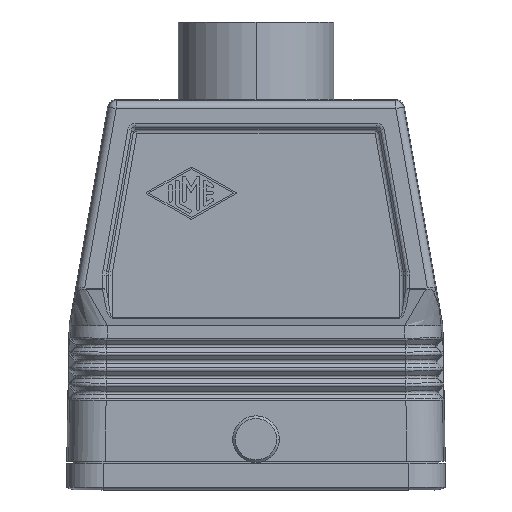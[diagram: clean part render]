
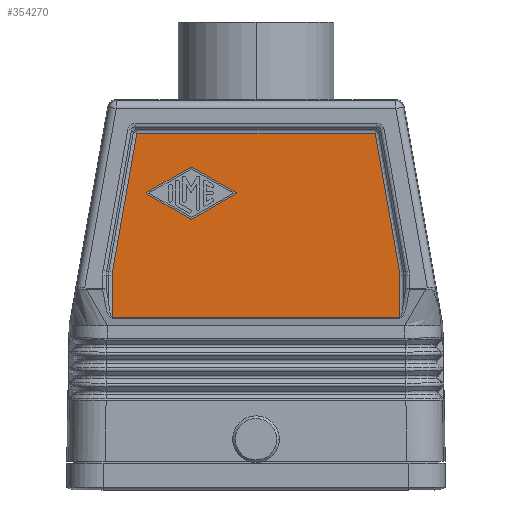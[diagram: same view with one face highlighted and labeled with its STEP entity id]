
A CAD part, left-side view. The second image highlights one B-rep face of the part: STEP entity #354270.
In plain terms, the highlighted planar face has unit normal (-1, 0, 0).
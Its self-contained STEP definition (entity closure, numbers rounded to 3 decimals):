
#32930=CARTESIAN_POINT('',(74.12,54.827,
50.993));
#32940=DIRECTION('',(1.,0.,0.));
#32950=DIRECTION('',(0.,1.,0.));
#32960=AXIS2_PLACEMENT_3D('',#32930,#32940,#32950);
#32970=PLANE('',#32960);
#32980=CARTESIAN_POINT('',(74.12,25.163,
48.623));
#32990=DIRECTION('',(0.,0.868,0.496));
#33000=VECTOR('',#32990,1.);
#33010=LINE('',#32980,#33000);
#33020=CARTESIAN_POINT('',(74.12,31.324,
52.145));
#33030=VERTEX_POINT('',#33020);
#33040=CARTESIAN_POINT('',(74.12,39.74,
56.956));
#33050=VERTEX_POINT('',#33040);
#33060=EDGE_CURVE('',#33030,#33050,#33010,.T.);
#33080=CARTESIAN_POINT('',(74.12,31.407,52.));
#33090=DIRECTION('',(-1.,0.,0.));
#33100=DIRECTION('',(0.,-1.,0.));
#33110=AXIS2_PLACEMENT_3D('',#33080,#33090,#33100);
#33120=CIRCLE('',#33110,0.167);
#33130=CARTESIAN_POINT('',(74.12,31.324,
51.855));
#33140=VERTEX_POINT('',#33130);
#33150=EDGE_CURVE('',#33140,#33030,#33120,.T.);
#33170=CARTESIAN_POINT('',(74.12,25.163,
55.377));
#33180=DIRECTION('',(0.,-0.868,0.496));
#33190=VECTOR('',#33180,1.);
#33200=LINE('',#33170,#33190);
#33210=CARTESIAN_POINT('',(74.12,39.74,
47.044));
#33220=VERTEX_POINT('',#33210);
#33230=EDGE_CURVE('',#33220,#33140,#33200,.T.);
#33250=CARTESIAN_POINT('',(74.12,39.906,47.334));
#33260=DIRECTION('',(-1.,0.,0.));
#33270=DIRECTION('',(0.,-1.,0.));
#33280=AXIS2_PLACEMENT_3D('',#33250,#33260,#33270);
#33290=CIRCLE('',#33280,0.333);
#33300=CARTESIAN_POINT('',(74.12,40.071,
47.044));
#33310=VERTEX_POINT('',#33300);
#33320=EDGE_CURVE('',#33310,#33220,#33290,.T.);
#33340=CARTESIAN_POINT('',(74.12,25.163,
38.523));
#33350=DIRECTION('',(0.,-0.868,-0.496));
#33360=VECTOR('',#33350,1.);
#33370=LINE('',#33340,#33360);
#33380=CARTESIAN_POINT('',(74.12,48.487,
51.855));
#33390=VERTEX_POINT('',#33380);
#33400=EDGE_CURVE('',#33390,#33310,#33370,.T.);
#33420=CARTESIAN_POINT('',(74.12,48.405,52.));
#33430=DIRECTION('',(-1.,0.,0.));
#33440=DIRECTION('',(0.,-1.,0.));
#33450=AXIS2_PLACEMENT_3D('',#33420,#33430,#33440);
#33460=CIRCLE('',#33450,0.167);
#33470=CARTESIAN_POINT('',(74.12,48.487,
52.145));
#33480=VERTEX_POINT('',#33470);
#33490=EDGE_CURVE('',#33480,#33390,#33460,.T.);
#33510=CARTESIAN_POINT('',(74.12,25.163,
65.477));
#33520=DIRECTION('',(0.,0.868,-0.496));
#33530=VECTOR('',#33520,1.);
#33540=LINE('',#33510,#33530);
#33550=CARTESIAN_POINT('',(74.12,40.071,
56.956));
#33560=VERTEX_POINT('',#33550);
#33570=EDGE_CURVE('',#33560,#33480,#33540,.T.);
#33590=CARTESIAN_POINT('',(74.12,39.906,56.666));
#33600=DIRECTION('',(-1.,0.,0.));
#33610=DIRECTION('',(0.,-1.,0.));
#33620=AXIS2_PLACEMENT_3D('',#33590,#33600,#33610);
#33630=CIRCLE('',#33620,0.333);
#33640=EDGE_CURVE('',#33050,#33560,#33630,.T.);
#34690=CARTESIAN_POINT('',(74.12,-0.345,
36.149));
#34700=VERTEX_POINT('',#34690);
#34750=CARTESIAN_POINT('',(74.12,-0.291,
36.762));
#34760=CARTESIAN_POINT('',(74.12,-0.295,
36.74));
#34770=CARTESIAN_POINT('',(74.12,-0.299,
36.717));
#34780=CARTESIAN_POINT('',(74.12,-0.304,
36.685));
#34790=CARTESIAN_POINT('',(74.12,-0.306,
36.675));
#34800=CARTESIAN_POINT('',(74.12,-0.317,
36.597));
#34810=CARTESIAN_POINT('',(74.12,-0.325,
36.527));
#34820=CARTESIAN_POINT('',(74.12,-0.332,
36.457));
#34830=CARTESIAN_POINT('',(74.12,-0.338,
36.384));
#34840=CARTESIAN_POINT('',(74.12,-0.342,
36.312));
#34850=CARTESIAN_POINT('',(74.12,-0.344,
36.232));
#34860=CARTESIAN_POINT('',(74.12,-0.344,
36.225));
#34870=CARTESIAN_POINT('',(74.12,-0.345,
36.195));
#34880=CARTESIAN_POINT('',(74.12,-0.345,
36.172));
#34890=CARTESIAN_POINT('',(74.12,-0.345,
36.149));
#34900=B_SPLINE_CURVE_WITH_KNOTS('',3,(#34750,#34760,#34770,#34780,
#34790,#34800,#34810,#34820,#34830,#34840,#34850,#34860,#34870,#34880,
#34890),.UNSPECIFIED.,.F.,.F.,(4,2,2,3,2,2,4),(0.,0.077,
0.107,0.339,0.579,0.602,
0.678),.UNSPECIFIED.);
#34910=CARTESIAN_POINT('',(74.12,-0.291,
36.762));
#34920=VERTEX_POINT('',#34910);
#34930=EDGE_CURVE('',#34920,#34700,#34900,.T.);
#215940=CARTESIAN_POINT('',(74.12,-0.345,
27.959));
#215950=VERTEX_POINT('',#215940);
#216130=CARTESIAN_POINT('',(74.12,55.165,
27.959));
#216140=VERTEX_POINT('',#216130);
#216170=CARTESIAN_POINT('',(74.12,25.163,
27.959));
#216180=DIRECTION('',(0.,1.,0.));
#216190=VECTOR('',#216180,1.);
#216200=LINE('',#216170,#216190);
#216210=EDGE_CURVE('',#215950,#216140,#216200,.T.);
#353570=CARTESIAN_POINT('',(74.12,55.165,
34.229));
#353580=DIRECTION('',(0.,0.,1.));
#353590=VECTOR('',#353580,1.);
#353600=LINE('',#353570,#353590);
#353610=CARTESIAN_POINT('',(74.12,55.165,
36.155));
#353620=VERTEX_POINT('',#353610);
#353630=EDGE_CURVE('',#216140,#353620,#353600,.T.);
#353640=ORIENTED_EDGE('',*,*,#353630,.F.);
#353650=CARTESIAN_POINT('',(74.12,55.165,
36.155));
#353660=CARTESIAN_POINT('',(74.12,55.165,
36.178));
#353670=CARTESIAN_POINT('',(74.12,55.165,
36.201));
#353680=CARTESIAN_POINT('',(74.12,55.164,
36.233));
#353690=CARTESIAN_POINT('',(74.12,55.164,
36.243));
#353700=CARTESIAN_POINT('',(74.12,55.162,
36.322));
#353710=CARTESIAN_POINT('',(74.12,55.158,
36.392));
#353720=CARTESIAN_POINT('',(74.12,55.152,
36.463));
#353730=CARTESIAN_POINT('',(74.12,55.145,
36.535));
#353740=CARTESIAN_POINT('',(74.12,55.137,
36.607));
#353750=CARTESIAN_POINT('',(74.12,55.125,
36.686));
#353760=CARTESIAN_POINT('',(74.12,55.124,
36.693));
#353770=CARTESIAN_POINT('',(74.12,55.119,
36.723));
#353780=CARTESIAN_POINT('',(74.12,55.115,
36.745));
#353790=CARTESIAN_POINT('',(74.12,55.111,
36.768));
#353800=B_SPLINE_CURVE_WITH_KNOTS('',3,(#353650,#353660,#353670,#353680,
#353690,#353700,#353710,#353720,#353730,#353740,#353750,#353760,#353770,
#353780,#353790),.UNSPECIFIED.,.F.,.F.,(4,2,2,3,2,2,4),(0.,
0.077,0.107,0.339,0.579
,0.602,0.678),.UNSPECIFIED.);
#353810=CARTESIAN_POINT('',(74.12,55.111,
36.768));
#353820=VERTEX_POINT('',#353810);
#353830=EDGE_CURVE('',#353620,#353820,#353800,.T.);
#353840=ORIENTED_EDGE('',*,*,#353830,.F.);
#353850=CARTESIAN_POINT('',(74.12,55.559,
34.229));
#353860=DIRECTION('',(0.,-0.174,0.985));
#353870=VECTOR('',#353860,1.);
#353880=LINE('',#353850,#353870);
#353890=CARTESIAN_POINT('',(74.12,50.387,
63.586));
#353900=VERTEX_POINT('',#353890);
#353910=EDGE_CURVE('',#353820,#353900,#353880,.T.);
#353920=ORIENTED_EDGE('',*,*,#353910,.F.);
#353930=CARTESIAN_POINT('',(74.12,25.163,
63.586));
#353940=DIRECTION('',(0.,1.,0.));
#353950=VECTOR('',#353940,1.);
#353960=LINE('',#353930,#353950);
#353970=CARTESIAN_POINT('',(74.12,4.434,
63.586));
#353980=VERTEX_POINT('',#353970);
#353990=EDGE_CURVE('',#353980,#353900,#353960,.T.);
#354000=ORIENTED_EDGE('',*,*,#353990,.T.);
#354010=CARTESIAN_POINT('',(74.12,-0.738,
34.229));
#354020=DIRECTION('',(0.,0.174,0.985));
#354030=VECTOR('',#354020,1.);
#354040=LINE('',#354010,#354030);
#354050=EDGE_CURVE('',#34920,#353980,#354040,.T.);
#354060=ORIENTED_EDGE('',*,*,#354050,.T.);
#354070=ORIENTED_EDGE('',*,*,#34930,.F.);
#354080=CARTESIAN_POINT('',(74.12,-0.345,
34.229));
#354090=DIRECTION('',(0.,0.,1.));
#354100=VECTOR('',#354090,1.);
#354110=LINE('',#354080,#354100);
#354120=EDGE_CURVE('',#215950,#34700,#354110,.T.);
#354130=ORIENTED_EDGE('',*,*,#354120,.T.);
#354140=ORIENTED_EDGE('',*,*,#216210,.F.);
#354150=EDGE_LOOP('',(#354140,#354130,#354070,#354060,#354000,#353920,
#353840,#353640));
#354160=FACE_OUTER_BOUND('',#354150,.T.);
#354170=ORIENTED_EDGE('',*,*,#33570,.F.);
#354180=ORIENTED_EDGE('',*,*,#33490,.F.);
#354190=ORIENTED_EDGE('',*,*,#33400,.F.);
#354200=ORIENTED_EDGE('',*,*,#33320,.F.);
#354210=ORIENTED_EDGE('',*,*,#33230,.F.);
#354220=ORIENTED_EDGE('',*,*,#33150,.F.);
#354230=ORIENTED_EDGE('',*,*,#33060,.F.);
#354240=ORIENTED_EDGE('',*,*,#33640,.F.);
#354250=EDGE_LOOP('',(#354240,#354230,#354220,#354210,#354200,#354190,
#354180,#354170));
#354260=FACE_BOUND('',#354250,.T.);
#354270=ADVANCED_FACE('',(#354160,#354260),#32970,.F.);
